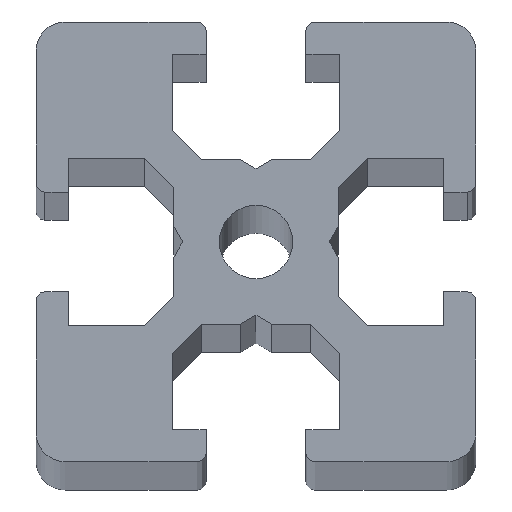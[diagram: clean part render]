
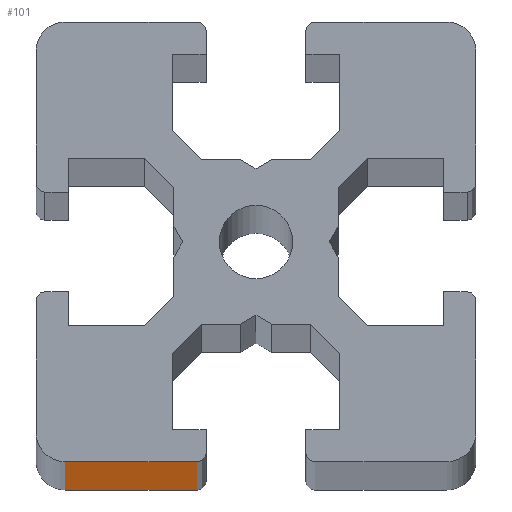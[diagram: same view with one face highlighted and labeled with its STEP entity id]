
A CAD part, top view. The second image highlights one B-rep face of the part: STEP entity #101.
In plain terms, the highlighted planar face has unit normal (0, -1, 0).
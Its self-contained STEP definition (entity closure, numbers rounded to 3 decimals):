
#101 = ADVANCED_FACE( '', ( #202 ), #203, .F. );
#202 = FACE_OUTER_BOUND( '', #347, .T. );
#203 = PLANE( '', #348 );
#347 = EDGE_LOOP( '', ( #747, #748, #749, #750 ) );
#348 = AXIS2_PLACEMENT_3D( '', #751, #752, #753 );
#747 = ORIENTED_EDGE( '', *, *, #1190, .T. );
#748 = ORIENTED_EDGE( '', *, *, #1224, .F. );
#749 = ORIENTED_EDGE( '', *, *, #1084, .F. );
#750 = ORIENTED_EDGE( '', *, *, #1223, .T. );
#751 = CARTESIAN_POINT( '', ( -6.5, -7.5, 550. ) );
#752 = DIRECTION( '', ( 0., 1., 0. ) );
#753 = DIRECTION( '', ( 0., 0., 1. ) );
#1084 = EDGE_CURVE( '', #1310, #1312, #1313, .T. );
#1190 = EDGE_CURVE( '', #1519, #1517, #1520, .T. );
#1223 = EDGE_CURVE( '', #1310, #1519, #1567, .T. );
#1224 = EDGE_CURVE( '', #1312, #1517, #1568, .T. );
#1310 = VERTEX_POINT( '', #1670 );
#1312 = VERTEX_POINT( '', #1672 );
#1313 = LINE( '', #1673, #1674 );
#1517 = VERTEX_POINT( '', #1965 );
#1519 = VERTEX_POINT( '', #1967 );
#1520 = LINE( '', #1968, #1969 );
#1567 = LINE( '', #2046, #2047 );
#1568 = LINE( '', #2048, #2049 );
#1670 = CARTESIAN_POINT( '', ( -6.5, -7.5, 550. ) );
#1672 = CARTESIAN_POINT( '', ( -2., -7.5, 550. ) );
#1673 = CARTESIAN_POINT( '', ( -6.5, -7.5, 550. ) );
#1674 = VECTOR( '', #2170, 1000. );
#1965 = CARTESIAN_POINT( '', ( -2., -7.5, 0. ) );
#1967 = CARTESIAN_POINT( '', ( -6.5, -7.5, 0. ) );
#1968 = CARTESIAN_POINT( '', ( -6.5, -7.5, 0. ) );
#1969 = VECTOR( '', #2312, 1000. );
#2046 = CARTESIAN_POINT( '', ( -6.5, -7.5, 550. ) );
#2047 = VECTOR( '', #2349, 1000. );
#2048 = CARTESIAN_POINT( '', ( -2., -7.5, 550. ) );
#2049 = VECTOR( '', #2350, 1000. );
#2170 = DIRECTION( '', ( 1., 0., 0. ) );
#2312 = DIRECTION( '', ( 1., 0., 0. ) );
#2349 = DIRECTION( '', ( 0., 0., -1. ) );
#2350 = DIRECTION( '', ( 0., 0., -1. ) );
